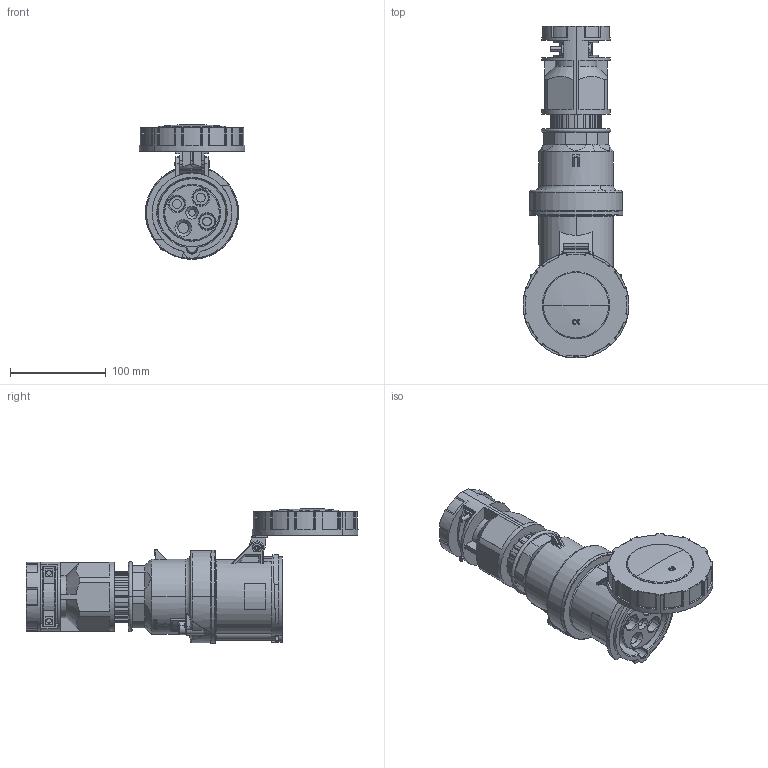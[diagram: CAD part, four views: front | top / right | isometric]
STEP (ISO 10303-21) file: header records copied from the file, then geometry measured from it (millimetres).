
FILE_DESCRIPTION (( 'STEP AP203' ), '1' );
FILE_NAME ('BRY460C7W.step', '2022-08-17T19:48:00', ( '' ), ( '' ), 'SwSTEP 2.0', 'SolidWorks 2021', '' );
FILE_SCHEMA (( 'CONFIG_CONTROL_DESIGN' ));
Length unit declared in the file: millimetre
Products named in the file (1): BRY460C7W
Bounding box: 110.31 x 346.66 x 140.82 mm (x, y, z)
Volume: 1152780.9 mm3; surface area: 181231.4 mm2
Topology: 2 solids, 2 shells, 1151 faces, 3115 edges, 1993 vertices
Faces by surface type: plane 476, cylinder 393, torus 140, bspline 74, cone 49, sphere 19
Entity records: 40257 total; most frequent: CARTESIAN_POINT 11401, ORIENTED_EDGE 6202, DIRECTION 6015, EDGE_CURVE 3101, AXIS2_PLACEMENT_3D 2261, VERTEX_POINT 1988, LINE 1493, VECTOR 1493
